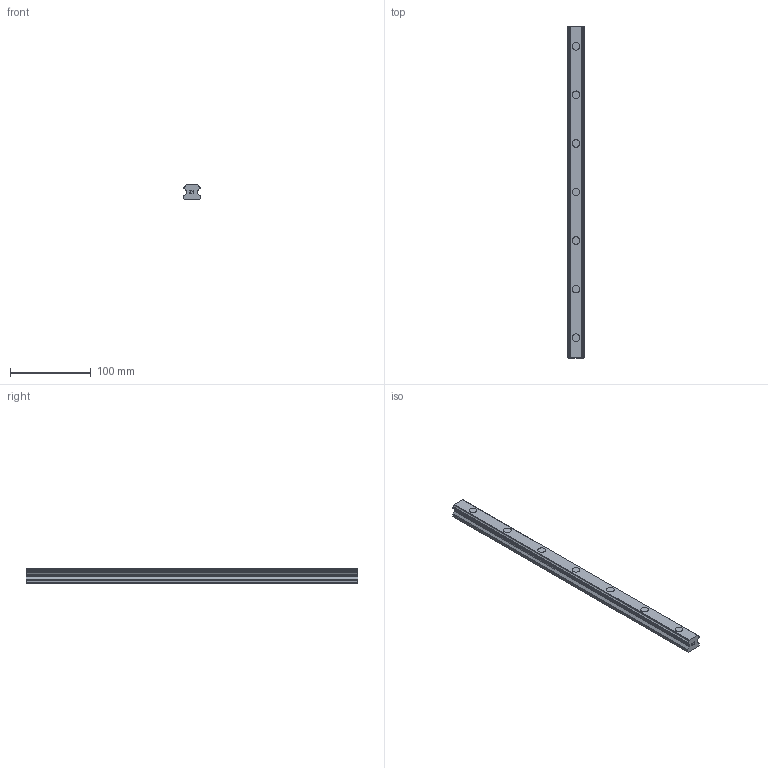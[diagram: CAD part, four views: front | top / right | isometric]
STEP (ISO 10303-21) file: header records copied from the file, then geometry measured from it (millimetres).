
FILE_DESCRIPTION(('STEP AP214'),'1');
FILE_NAME('cctmp_B2388D81-1950-422D-A34B-2DA3A0DB8427_2020_5_18_14_51_11_151..stp','2020-05-18T12:51:11',('HIWIN GmbH'),('CADClick - www.CADClick.com'),'Spatial InterOp 3D',' ','unknown authorization');
FILE_SCHEMA(('AUTOMOTIVE_DESIGN'));
Length unit declared in the file: millimetre
Products named in the file (1): HGR20R410H_FILE
Bounding box: 20 x 410 x 17.5 mm (x, y, z)
Volume: 117082.5 mm3; surface area: 35363.6 mm2
Topology: 1 solids, 1 shells, 170 faces, 429 edges, 286 vertices
Faces by surface type: plane 106, cylinder 64
Entity records: 6505 total; most frequent: DIRECTION 899, CARTESIAN_POINT 886, ORIENTED_EDGE 858, EDGE_CURVE 429, LINE 301, VECTOR 301, AXIS2_PLACEMENT_3D 299, VERTEX_POINT 286
